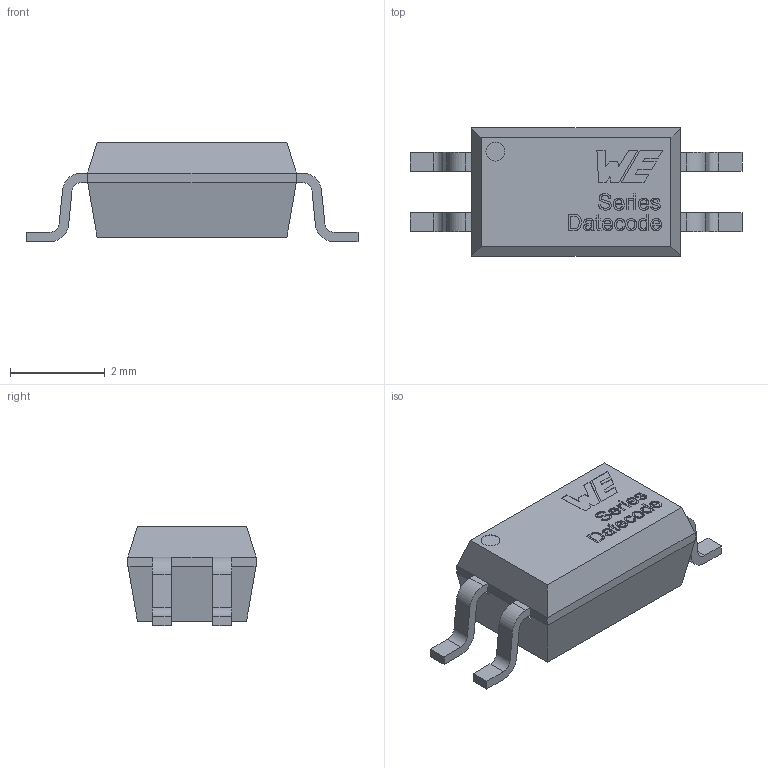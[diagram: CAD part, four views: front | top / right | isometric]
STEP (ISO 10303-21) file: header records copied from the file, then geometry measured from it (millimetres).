
FILE_DESCRIPTION(/* description */ ('Unknown'),/* implementation_level */ '2;1');
FILE_NAME(/* name */ '14021714xx',/* time_stamp */ '2021-12-15T16:30:29+01:00',/* author */ ('Unknown'),/* organization */ ('Unknown'),/* preprocessor_version */ 'ST-DEVELOPER v16.7',/* originating_system */ 'Solid Edge',/* authorisation */ 'Unknown');
FILE_SCHEMA (('AUTOMOTIVE_DESIGN {1 0 10303 214 3 1 1}'));
Length unit declared in the file: millimetre
Products named in the file (3): SSOP4; Body; Pin
Assembly tree (2 placements, depth 2):
  SSOP4
    Body
    Pin
Bounding box: 7 x 2.7 x 2.1 mm (x, y, z)
Volume: 22 mm3; surface area: 78.1 mm2
Topology: 3 solids, 3 shells, 202 faces, 514 edges, 340 vertices
Faces by surface type: plane 151, bspline 34, cylinder 17
Full cylindrical faces by diameter (mm): 0.4 x1
Entity records: 8762 total; most frequent: CARTESIAN_POINT 3097, ORIENTED_EDGE 1020, DIRECTION 718, EDGE_CURVE 510, VERTEX_POINT 340, LINE 308, VECTOR 308, EDGE_LOOP 232
